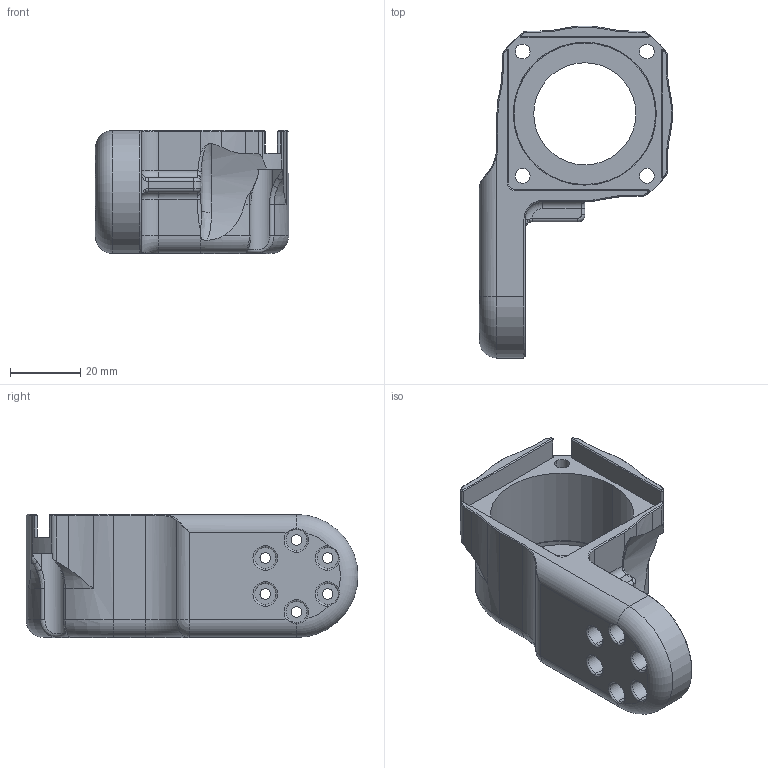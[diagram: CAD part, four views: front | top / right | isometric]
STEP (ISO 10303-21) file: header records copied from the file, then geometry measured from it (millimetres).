
FILE_DESCRIPTION (( 'STEP AP203' ), '1' );
FILE_NAME ('Dummy-0008.STEP_默认_sldprt.STEP', '2025-11-13T14:25:40', ( '' ), ( '' ), 'SwSTEP 2.0', 'SolidWorks 2020', '' );
FILE_SCHEMA (( 'CONFIG_CONTROL_DESIGN' ));
Length unit declared in the file: millimetre
Products named in the file (1): Dummy-0008.STEP_默认_sldprt
Bounding box: 55 x 94.42 x 35 mm (x, y, z)
Volume: 42608.2 mm3; surface area: 19509.6 mm2
Topology: 1 solids, 1 shells, 282 faces, 698 edges, 420 vertices
Faces by surface type: cylinder 109, plane 62, cone 40, bspline 35, torus 35, sphere 1
Entity records: 11861 total; most frequent: CARTESIAN_POINT 5231, DIRECTION 1388, ORIENTED_EDGE 1386, EDGE_CURVE 693, AXIS2_PLACEMENT_3D 572, VERTEX_POINT 420, CIRCLE 324, EDGE_LOOP 311
